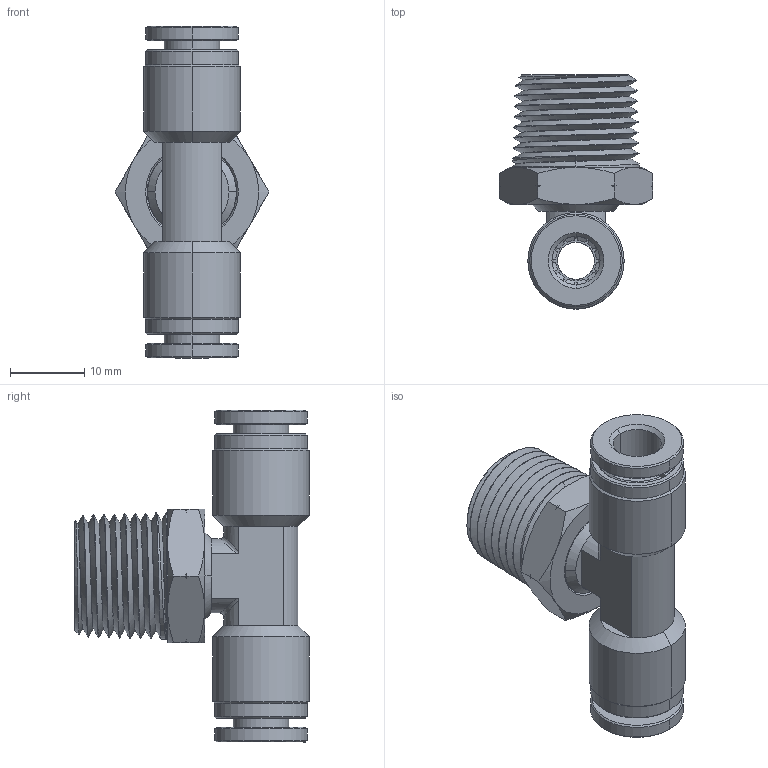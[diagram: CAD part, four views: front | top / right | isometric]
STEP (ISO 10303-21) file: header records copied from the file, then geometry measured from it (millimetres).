
FILE_DESCRIPTION (( 'STEP AP214' ), '1' );
FILE_NAME ('BTS1-4N3-8W.STEP', '2018-07-24T19:22:10', ( '' ), ( '' ), 'SwSTEP 2.0', 'SolidWorks 2016', '' );
FILE_SCHEMA (( 'AUTOMOTIVE_DESIGN' ));
Length unit declared in the file: millimetre
Products named in the file (1): BTS1-4N3-8W
Bounding box: 20.78 x 31.6 x 44.81 mm (x, y, z)
Volume: 6062.1 mm3; surface area: 8774.4 mm2
Topology: 12 solids, 12 shells, 797 faces, 2147 edges, 1385 vertices
Faces by surface type: cone 294, plane 269, cylinder 150, bspline 80, torus 4
Entity records: 39315 total; most frequent: CARTESIAN_POINT 11696, ORIENTED_EDGE 4290, DIRECTION 3481, EDGE_CURVE 2145, AXIS2_PLACEMENT_3D 1419, VERTEX_POINT 1385, EDGE_LOOP 836, UNCERTAINTY_MEASURE_WITH_UNIT 811
